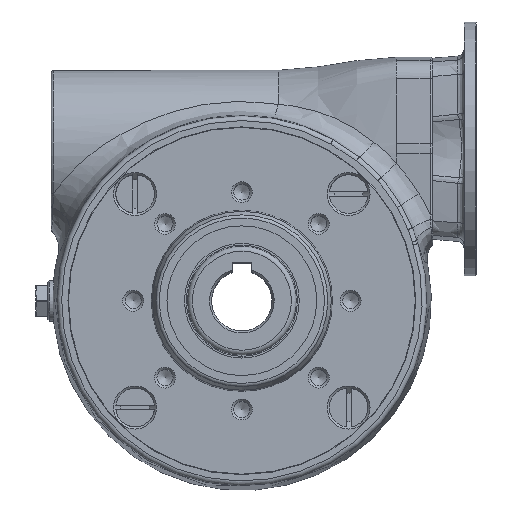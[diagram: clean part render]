
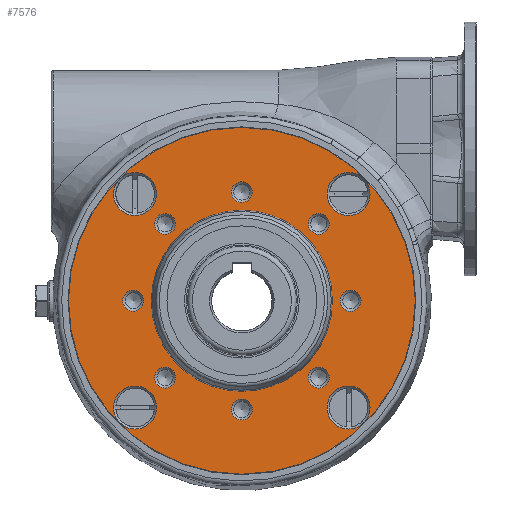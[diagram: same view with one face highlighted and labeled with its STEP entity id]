
A CAD part, top view. The second image highlights one B-rep face of the part: STEP entity #7576.
In plain terms, the highlighted planar face has unit normal (0, 0, 1).
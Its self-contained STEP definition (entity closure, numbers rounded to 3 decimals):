
#1397=ORIENTED_EDGE('',*,*,#2468,.T.);
#1398=ORIENTED_EDGE('',*,*,#2478,.T.);
#1399=ORIENTED_EDGE('',*,*,#2482,.T.);
#1400=ORIENTED_EDGE('',*,*,#2460,.T.);
#1401=ORIENTED_EDGE('',*,*,#2456,.T.);
#1402=ORIENTED_EDGE('',*,*,#2458,.T.);
#1403=ORIENTED_EDGE('',*,*,#2726,.T.);
#1404=ORIENTED_EDGE('',*,*,#2727,.T.);
#1405=ORIENTED_EDGE('',*,*,#2728,.T.);
#1406=ORIENTED_EDGE('',*,*,#2729,.T.);
#1407=ORIENTED_EDGE('',*,*,#2730,.T.);
#1408=ORIENTED_EDGE('',*,*,#2731,.T.);
#1409=ORIENTED_EDGE('',*,*,#2732,.T.);
#1410=ORIENTED_EDGE('',*,*,#2725,.F.);
#2456=EDGE_CURVE('',#3207,#3207,#3756,.F.);
#2458=EDGE_CURVE('',#3209,#3209,#3758,.F.);
#2460=EDGE_CURVE('',#3211,#3211,#3760,.F.);
#2468=EDGE_CURVE('',#3219,#3219,#3768,.T.);
#2478=EDGE_CURVE('',#3229,#3229,#3774,.F.);
#2482=EDGE_CURVE('',#3233,#3233,#3778,.F.);
#2725=EDGE_CURVE('',#3401,#3401,#3889,.T.);
#2726=EDGE_CURVE('',#3402,#3402,#3890,.F.);
#2727=EDGE_CURVE('',#3403,#3403,#3891,.F.);
#2728=EDGE_CURVE('',#3404,#3404,#3892,.F.);
#2729=EDGE_CURVE('',#3405,#3405,#3893,.F.);
#2730=EDGE_CURVE('',#3406,#3406,#3894,.F.);
#2731=EDGE_CURVE('',#3407,#3407,#3895,.F.);
#2732=EDGE_CURVE('',#3408,#3408,#3896,.F.);
#3207=VERTEX_POINT('',#10023);
#3209=VERTEX_POINT('',#10028);
#3211=VERTEX_POINT('',#10033);
#3219=VERTEX_POINT('',#10055);
#3229=VERTEX_POINT('',#10089);
#3233=VERTEX_POINT('',#10099);
#3401=VERTEX_POINT('',#15248);
#3402=VERTEX_POINT('',#15251);
#3403=VERTEX_POINT('',#15253);
#3404=VERTEX_POINT('',#15255);
#3405=VERTEX_POINT('',#15257);
#3406=VERTEX_POINT('',#15259);
#3407=VERTEX_POINT('',#15261);
#3408=VERTEX_POINT('',#15263);
#3756=CIRCLE('',#7893,8.9);
#3758=CIRCLE('',#7896,4.323);
#3760=CIRCLE('',#7899,8.9);
#3768=CIRCLE('',#7913,71.8);
#3774=CIRCLE('',#7921,8.9);
#3778=CIRCLE('',#7927,8.9);
#3889=CIRCLE('',#8088,37.5);
#3890=CIRCLE('',#8090,4.323);
#3891=CIRCLE('',#8091,4.323);
#3892=CIRCLE('',#8092,4.323);
#3893=CIRCLE('',#8093,4.324);
#3894=CIRCLE('',#8094,4.324);
#3895=CIRCLE('',#8095,4.324);
#3896=CIRCLE('',#8096,4.323);
#4242=EDGE_LOOP('',(#1397));
#4243=EDGE_LOOP('',(#1398));
#4244=EDGE_LOOP('',(#1399));
#4245=EDGE_LOOP('',(#1400));
#4246=EDGE_LOOP('',(#1401));
#4247=EDGE_LOOP('',(#1402));
#4248=EDGE_LOOP('',(#1403));
#4249=EDGE_LOOP('',(#1404));
#4250=EDGE_LOOP('',(#1405));
#4251=EDGE_LOOP('',(#1406));
#4252=EDGE_LOOP('',(#1407));
#4253=EDGE_LOOP('',(#1408));
#4254=EDGE_LOOP('',(#1409));
#4255=EDGE_LOOP('',(#1410));
#4837=FACE_BOUND('',#4242,.T.);
#4838=FACE_BOUND('',#4243,.T.);
#4839=FACE_BOUND('',#4244,.T.);
#4840=FACE_BOUND('',#4245,.T.);
#4841=FACE_BOUND('',#4246,.T.);
#4842=FACE_BOUND('',#4247,.T.);
#4843=FACE_BOUND('',#4248,.T.);
#4844=FACE_BOUND('',#4249,.T.);
#4845=FACE_BOUND('',#4250,.T.);
#4846=FACE_BOUND('',#4251,.T.);
#4847=FACE_BOUND('',#4252,.T.);
#4848=FACE_BOUND('',#4253,.T.);
#4849=FACE_BOUND('',#4254,.T.);
#4850=FACE_BOUND('',#4255,.T.);
#5303=PLANE('',#8089);
#7576=ADVANCED_FACE('',(#4837,#4838,#4839,#4840,#4841,#4842,#4843,#4844,
#4845,#4846,#4847,#4848,#4849,#4850),#5303,.T.);
#7893=AXIS2_PLACEMENT_3D('',#10022,#8556,#8557);
#7896=AXIS2_PLACEMENT_3D('',#10027,#8562,#8563);
#7899=AXIS2_PLACEMENT_3D('',#10032,#8568,#8569);
#7913=AXIS2_PLACEMENT_3D('',#10054,#8596,#8597);
#7921=AXIS2_PLACEMENT_3D('',#10088,#8612,#8613);
#7927=AXIS2_PLACEMENT_3D('',#10098,#8624,#8625);
#8088=AXIS2_PLACEMENT_3D('',#15247,#8968,#8969);
#8089=AXIS2_PLACEMENT_3D('',#15249,#8970,#8971);
#8090=AXIS2_PLACEMENT_3D('',#15250,#8972,#8973);
#8091=AXIS2_PLACEMENT_3D('',#15252,#8974,#8975);
#8092=AXIS2_PLACEMENT_3D('',#15254,#8976,#8977);
#8093=AXIS2_PLACEMENT_3D('',#15256,#8978,#8979);
#8094=AXIS2_PLACEMENT_3D('',#15258,#8980,#8981);
#8095=AXIS2_PLACEMENT_3D('',#15260,#8982,#8983);
#8096=AXIS2_PLACEMENT_3D('',#15262,#8984,#8985);
#8556=DIRECTION('',(0.,0.,1.));
#8557=DIRECTION('',(0.,1.,0.));
#8562=DIRECTION('',(0.,0.,1.));
#8563=DIRECTION('',(0.,1.,0.));
#8568=DIRECTION('',(0.,0.,1.));
#8569=DIRECTION('',(0.,1.,0.));
#8596=DIRECTION('',(0.,0.,1.));
#8597=DIRECTION('',(0.,1.,0.));
#8612=DIRECTION('',(0.,0.,1.));
#8613=DIRECTION('',(0.,1.,0.));
#8624=DIRECTION('',(0.,0.,1.));
#8625=DIRECTION('',(0.,1.,0.));
#8968=DIRECTION('',(0.,0.,1.));
#8969=DIRECTION('',(0.,1.,0.));
#8970=DIRECTION('',(0.,0.,1.));
#8971=DIRECTION('',(-1.,0.,0.));
#8972=DIRECTION('',(0.,0.,1.));
#8973=DIRECTION('',(0.,1.,0.));
#8974=DIRECTION('',(0.,0.,1.));
#8975=DIRECTION('',(0.,1.,0.));
#8976=DIRECTION('',(0.,0.,1.));
#8977=DIRECTION('',(0.,1.,0.));
#8978=DIRECTION('',(0.,0.,1.));
#8979=DIRECTION('',(0.,1.,0.));
#8980=DIRECTION('',(0.,0.,1.));
#8981=DIRECTION('',(0.,1.,0.));
#8982=DIRECTION('',(0.,0.,1.));
#8983=DIRECTION('',(0.,1.,0.));
#8984=DIRECTION('',(0.,0.,1.));
#8985=DIRECTION('',(0.,1.,0.));
#10022=CARTESIAN_POINT('',(44.194,44.194,45.));
#10023=CARTESIAN_POINT('',(44.194,53.094,45.));
#10027=CARTESIAN_POINT('',(31.82,-31.82,45.));
#10028=CARTESIAN_POINT('',(31.82,-27.496,45.));
#10032=CARTESIAN_POINT('',(-44.194,44.194,45.));
#10033=CARTESIAN_POINT('',(-44.194,53.094,45.));
#10054=CARTESIAN_POINT('',(0.,0.,
45.));
#10055=CARTESIAN_POINT('',(0.,71.8,45.));
#10088=CARTESIAN_POINT('',(44.194,-44.194,45.));
#10089=CARTESIAN_POINT('',(44.194,-35.294,45.));
#10098=CARTESIAN_POINT('',(-44.194,-44.194,45.));
#10099=CARTESIAN_POINT('',(-44.194,-35.294,45.));
#15247=CARTESIAN_POINT('',(0.,0.,
45.));
#15248=CARTESIAN_POINT('',(0.,37.5,45.));
#15249=CARTESIAN_POINT('',(0.,37.5,45.));
#15250=CARTESIAN_POINT('',(0.,-45.,45.));
#15251=CARTESIAN_POINT('',(0.,-40.677,45.));
#15252=CARTESIAN_POINT('',(-31.82,-31.82,45.));
#15253=CARTESIAN_POINT('',(-31.82,-27.496,45.));
#15254=CARTESIAN_POINT('',(-45.,0.,45.));
#15255=CARTESIAN_POINT('',(-45.,4.324,45.));
#15256=CARTESIAN_POINT('',(-31.82,31.82,45.));
#15257=CARTESIAN_POINT('',(-31.82,36.143,45.));
#15258=CARTESIAN_POINT('',(0.,45.,45.));
#15259=CARTESIAN_POINT('',(0.,49.324,45.));
#15260=CARTESIAN_POINT('',(31.82,31.82,45.));
#15261=CARTESIAN_POINT('',(31.82,36.143,45.));
#15262=CARTESIAN_POINT('',(45.,0.,45.));
#15263=CARTESIAN_POINT('',(45.,4.323,45.));
